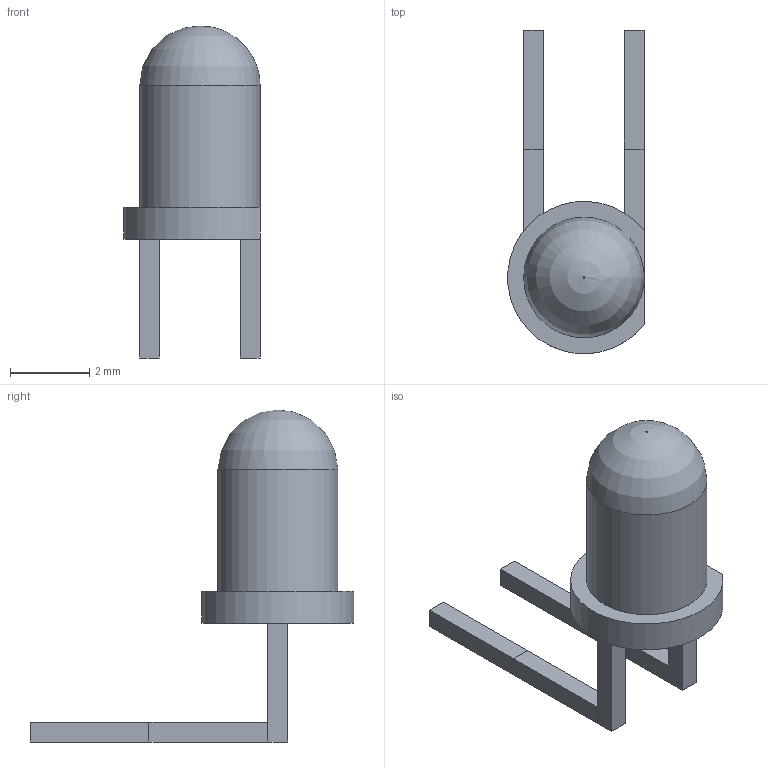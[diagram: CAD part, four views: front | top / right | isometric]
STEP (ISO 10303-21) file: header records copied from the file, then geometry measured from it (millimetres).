
FILE_DESCRIPTION(('STEP AP242'), '1');
FILE_NAME('LED 3mm Yellow 3mm Leads_1', '', ('UNSPECIFIED'), ('UNSPECIFIED'), 'C3D Converter', 'C3D Toolkit', '');
FILE_SCHEMA(('AP242_MANAGED_MODEL_BASED_3D_ENGINEERING_MIM_LF { 1 0 10303 442 1 1 4 }'));
Length unit declared in the file: millimetre
Products named in the file (4): LED_3mm_Yellow_3mm_Leads; LEDBody; Lead1Body; Lead2Body
Assembly tree (7 placements, depth 2):
  LED_3mm_Yellow_3mm_Leads
    LEDBody
    Lead1Body
    Lead2Body  x5
Bounding box: 3.44 x 8.17 x 8.38 mm (x, y, z)
Volume: 42 mm3; surface area: 107.9 mm2
Topology: 7 solids, 7 shells, 65 faces, 134 edges, 85 vertices
Faces by surface type: plane 51, cylinder 12, torus 1, revolution 1
Full cylindrical faces by diameter (mm): 3.04 x1
Entity records: 1705 total; most frequent: CARTESIAN_POINT 234, DIRECTION 179, ORIENTED_EDGE 168, EDGE_CURVE 84, LINE 66, VECTOR 66, AXIS2_PLACEMENT_3D 56, VERTEX_POINT 53
